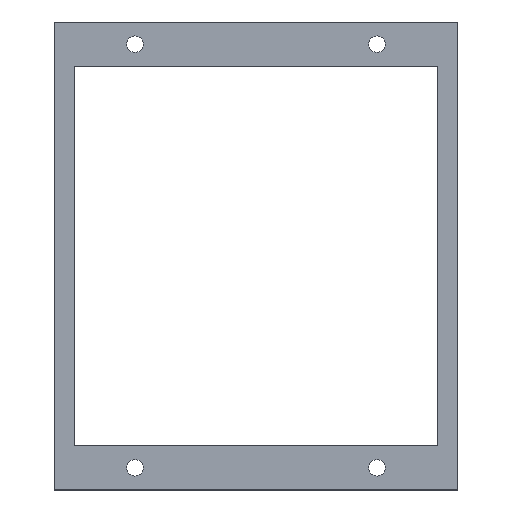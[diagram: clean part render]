
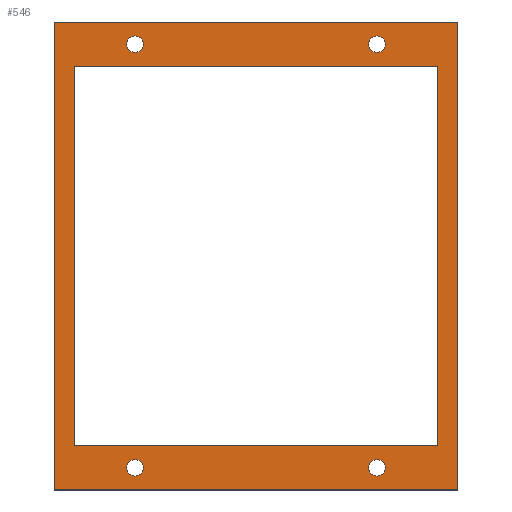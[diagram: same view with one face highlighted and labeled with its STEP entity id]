
A CAD part, top view. The second image highlights one B-rep face of the part: STEP entity #546.
In plain terms, the highlighted planar face has unit normal (0, 0, 1).
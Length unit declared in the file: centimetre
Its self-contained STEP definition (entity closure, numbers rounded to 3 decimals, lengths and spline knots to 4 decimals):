
#42=CARTESIAN_POINT('',(8.,-2.8,-0.2));
#43=VERTEX_POINT('',#42);
#50=CARTESIAN_POINT('',(-2.,-2.8,-0.2));
#51=VERTEX_POINT('',#50);
#52=CARTESIAN_POINT('',(-12347.,-2.8,-0.2));
#53=DIRECTION('',(1.,-0.,0.));
#54=VECTOR('',#53,24690.);
#55=LINE('',#52,#54);
#56=EDGE_CURVE('',#51,#43,#55,.T.);
#80=CARTESIAN_POINT('',(8.,8.8,-0.2));
#81=VERTEX_POINT('',#80);
#88=CARTESIAN_POINT('',(8.,-12347.8,-0.2));
#89=DIRECTION('',(0.,1.,0.));
#90=VECTOR('',#89,24690.);
#91=LINE('',#88,#90);
#92=EDGE_CURVE('',#43,#81,#91,.T.);
#111=CARTESIAN_POINT('',(-2.,8.8,-0.2));
#112=VERTEX_POINT('',#111);
#119=CARTESIAN_POINT('',(12353.,8.8,-0.2));
#120=DIRECTION('',(-1.,0.,0.));
#121=VECTOR('',#120,24690.);
#122=LINE('',#119,#121);
#123=EDGE_CURVE('',#81,#112,#122,.T.);
#141=CARTESIAN_POINT('',(-2.,12353.8,-0.2));
#142=DIRECTION('',(0.,-1.,0.));
#143=VECTOR('',#142,24690.);
#144=LINE('',#141,#143);
#145=EDGE_CURVE('',#112,#51,#144,.T.);
#158=CARTESIAN_POINT('',(6.205,-2.25,-0.2));
#159=VERTEX_POINT('',#158);
#183=CARTESIAN_POINT('',(5.795,-2.25,-0.2));
#184=VERTEX_POINT('',#183);
#185=CARTESIAN_POINT('',(6.,-2.25,-0.2));
#186=DIRECTION('',(0.,0.,-1.));
#187=DIRECTION('',(-1.,0.,0.));
#188=AXIS2_PLACEMENT_3D('',#185,#186,#187);
#189=CIRCLE('',#188,0.205);
#190=EDGE_CURVE('',#184,#159,#189,.T.);
#192=CARTESIAN_POINT('',(6.,-2.25,-0.2));
#193=DIRECTION('',(0.,0.,-1.));
#194=DIRECTION('',(-1.,0.,0.));
#195=AXIS2_PLACEMENT_3D('',#192,#193,#194);
#196=CIRCLE('',#195,0.205);
#197=EDGE_CURVE('',#159,#184,#196,.T.);
#209=CARTESIAN_POINT('',(0.205,-2.25,-0.2));
#210=VERTEX_POINT('',#209);
#234=CARTESIAN_POINT('',(-0.205,-2.25,-0.2));
#235=VERTEX_POINT('',#234);
#236=CARTESIAN_POINT('',(-0.,-2.25,-0.2));
#237=DIRECTION('',(0.,0.,-1.));
#238=DIRECTION('',(-1.,0.,0.));
#239=AXIS2_PLACEMENT_3D('',#236,#237,#238);
#240=CIRCLE('',#239,0.205);
#241=EDGE_CURVE('',#235,#210,#240,.T.);
#243=CARTESIAN_POINT('',(-0.,-2.25,-0.2));
#244=DIRECTION('',(0.,0.,-1.));
#245=DIRECTION('',(-1.,0.,0.));
#246=AXIS2_PLACEMENT_3D('',#243,#244,#245);
#247=CIRCLE('',#246,0.205);
#248=EDGE_CURVE('',#210,#235,#247,.T.);
#260=CARTESIAN_POINT('',(0.205,8.25,-0.2));
#261=VERTEX_POINT('',#260);
#285=CARTESIAN_POINT('',(-0.205,8.25,-0.2));
#286=VERTEX_POINT('',#285);
#287=CARTESIAN_POINT('',(-0.,8.25,-0.2));
#288=DIRECTION('',(0.,0.,-1.));
#289=DIRECTION('',(-1.,0.,0.));
#290=AXIS2_PLACEMENT_3D('',#287,#288,#289);
#291=CIRCLE('',#290,0.205);
#292=EDGE_CURVE('',#286,#261,#291,.T.);
#294=CARTESIAN_POINT('',(-0.,8.25,-0.2));
#295=DIRECTION('',(0.,0.,-1.));
#296=DIRECTION('',(-1.,0.,0.));
#297=AXIS2_PLACEMENT_3D('',#294,#295,#296);
#298=CIRCLE('',#297,0.205);
#299=EDGE_CURVE('',#261,#286,#298,.T.);
#311=CARTESIAN_POINT('',(6.205,8.25,-0.2));
#312=VERTEX_POINT('',#311);
#336=CARTESIAN_POINT('',(5.795,8.25,-0.2));
#337=VERTEX_POINT('',#336);
#338=CARTESIAN_POINT('',(6.,8.25,-0.2));
#339=DIRECTION('',(0.,0.,-1.));
#340=DIRECTION('',(-1.,0.,0.));
#341=AXIS2_PLACEMENT_3D('',#338,#339,#340);
#342=CIRCLE('',#341,0.205);
#343=EDGE_CURVE('',#337,#312,#342,.T.);
#345=CARTESIAN_POINT('',(6.,8.25,-0.2));
#346=DIRECTION('',(0.,0.,-1.));
#347=DIRECTION('',(-1.,0.,0.));
#348=AXIS2_PLACEMENT_3D('',#345,#346,#347);
#349=CIRCLE('',#348,0.205);
#350=EDGE_CURVE('',#312,#337,#349,.T.);
#370=CARTESIAN_POINT('',(-1.5,-1.7,-0.2));
#371=VERTEX_POINT('',#370);
#378=CARTESIAN_POINT('',(7.5,-1.7,-0.2));
#379=VERTEX_POINT('',#378);
#380=CARTESIAN_POINT('',(12352.5,-1.7,-0.2));
#381=DIRECTION('',(-1.,0.,0.));
#382=VECTOR('',#381,24690.);
#383=LINE('',#380,#382);
#384=EDGE_CURVE('',#379,#371,#383,.T.);
#408=CARTESIAN_POINT('',(-1.5,7.7,-0.2));
#409=VERTEX_POINT('',#408);
#416=CARTESIAN_POINT('',(-1.5,-12346.7,-0.2));
#417=DIRECTION('',(0.,1.,0.));
#418=VECTOR('',#417,24690.);
#419=LINE('',#416,#418);
#420=EDGE_CURVE('',#371,#409,#419,.T.);
#439=CARTESIAN_POINT('',(7.5,7.7,-0.2));
#440=VERTEX_POINT('',#439);
#447=CARTESIAN_POINT('',(-12346.5,7.7,-0.2));
#448=DIRECTION('',(1.,0.,-0.));
#449=VECTOR('',#448,24690.);
#450=LINE('',#447,#449);
#451=EDGE_CURVE('',#409,#440,#450,.T.);
#469=CARTESIAN_POINT('',(7.5,12352.7,-0.2));
#470=DIRECTION('',(0.,-1.,0.));
#471=VECTOR('',#470,24690.);
#472=LINE('',#469,#471);
#473=EDGE_CURVE('',#440,#379,#472,.T.);
#513=CARTESIAN_POINT('',(3.,3.,-0.2));
#514=DIRECTION('',(-0.,-0.,1.));
#515=DIRECTION('',(1.,0.,0.));
#516=AXIS2_PLACEMENT_3D('',#513,#514,#515);
#517=PLANE('',#516);
#518=ORIENTED_EDGE('',*,*,#473,.T.);
#519=ORIENTED_EDGE('',*,*,#384,.T.);
#520=ORIENTED_EDGE('',*,*,#420,.T.);
#521=ORIENTED_EDGE('',*,*,#451,.T.);
#522=EDGE_LOOP('',(#518,#519,#520,#521));
#523=FACE_BOUND('',#522,.T.);
#524=ORIENTED_EDGE('',*,*,#343,.T.);
#525=ORIENTED_EDGE('',*,*,#350,.T.);
#526=EDGE_LOOP('',(#524,#525));
#527=FACE_BOUND('',#526,.T.);
#528=ORIENTED_EDGE('',*,*,#292,.T.);
#529=ORIENTED_EDGE('',*,*,#299,.T.);
#530=EDGE_LOOP('',(#528,#529));
#531=FACE_BOUND('',#530,.T.);
#532=ORIENTED_EDGE('',*,*,#241,.T.);
#533=ORIENTED_EDGE('',*,*,#248,.T.);
#534=EDGE_LOOP('',(#532,#533));
#535=FACE_BOUND('',#534,.T.);
#536=ORIENTED_EDGE('',*,*,#190,.T.);
#537=ORIENTED_EDGE('',*,*,#197,.T.);
#538=EDGE_LOOP('',(#536,#537));
#539=FACE_BOUND('',#538,.T.);
#540=ORIENTED_EDGE('',*,*,#145,.T.);
#541=ORIENTED_EDGE('',*,*,#56,.T.);
#542=ORIENTED_EDGE('',*,*,#92,.T.);
#543=ORIENTED_EDGE('',*,*,#123,.T.);
#544=EDGE_LOOP('',(#540,#541,#542,#543));
#545=FACE_BOUND('',#544,.T.);
#546=ADVANCED_FACE('',(#523,#527,#531,#535,#539,#545),#517,.T.);
